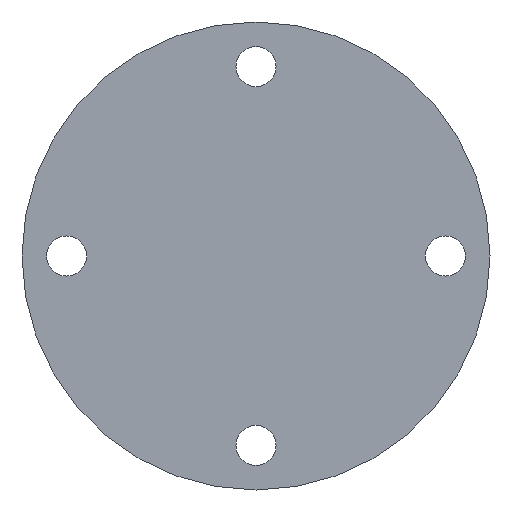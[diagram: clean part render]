
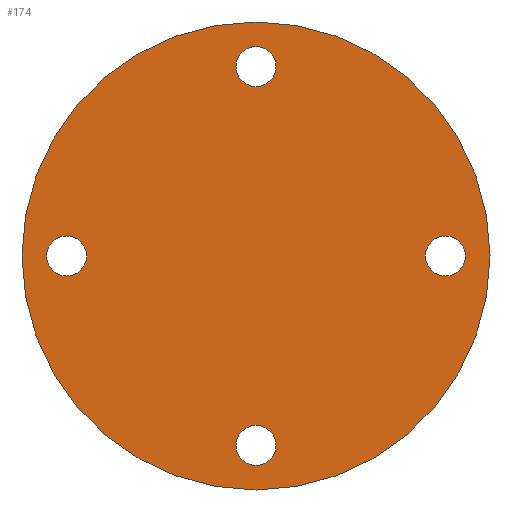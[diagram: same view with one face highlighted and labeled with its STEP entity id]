
A CAD part, front view. The second image highlights one B-rep face of the part: STEP entity #174.
In plain terms, the highlighted planar face has unit normal (0, -1, 0).
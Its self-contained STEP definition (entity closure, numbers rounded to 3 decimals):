
#1 = CARTESIAN_POINT ( 'NONE',  ( -85., 0., 0. ) ) ;
#2 = ORIENTED_EDGE ( 'NONE', *, *, #233, .T. ) ;
#5 = ORIENTED_EDGE ( 'NONE', *, *, #289, .T. ) ;
#7 = EDGE_CURVE ( 'NONE', #454, #302, #285, .T. ) ;
#9 = AXIS2_PLACEMENT_3D ( 'NONE', #110, #101, #71 ) ;
#14 = AXIS2_PLACEMENT_3D ( 'NONE', #332, #471, #360 ) ;
#17 = EDGE_CURVE ( 'NONE', #96, #199, #59, .T. ) ;
#19 = DIRECTION ( 'NONE',  ( 0., 1., 0. ) ) ;
#24 = EDGE_LOOP ( 'NONE', ( #255, #5 ) ) ;
#27 = CARTESIAN_POINT ( 'NONE',  ( 0., 0., 76. ) ) ;
#29 = DIRECTION ( 'NONE',  ( -1., 0., 0. ) ) ;
#36 = DIRECTION ( 'NONE',  ( 0., 1., 0. ) ) ;
#39 = ORIENTED_EDGE ( 'NONE', *, *, #7, .T. ) ;
#40 = CARTESIAN_POINT ( 'NONE',  ( 0., 0., -76. ) ) ;
#50 = VERTEX_POINT ( 'NONE', #67 ) ;
#51 = DIRECTION ( 'NONE',  ( 1., 0., 0. ) ) ;
#54 = CARTESIAN_POINT ( 'NONE',  ( 0., 0., -85. ) ) ;
#57 = VERTEX_POINT ( 'NONE', #470 ) ;
#59 = CIRCLE ( 'NONE', #382, 105. ) ;
#61 = ORIENTED_EDGE ( 'NONE', *, *, #395, .T. ) ;
#63 = CIRCLE ( 'NONE', #153, 9. ) ;
#64 = FACE_BOUND ( 'NONE', #24, .T. ) ;
#67 = CARTESIAN_POINT ( 'NONE',  ( 94., 0., 0. ) ) ;
#71 = DIRECTION ( 'NONE',  ( 0., 0., -1. ) ) ;
#75 = AXIS2_PLACEMENT_3D ( 'NONE', #378, #193, #290 ) ;
#77 = DIRECTION ( 'NONE',  ( 0., 1., 0. ) ) ;
#96 = VERTEX_POINT ( 'NONE', #279 ) ;
#101 = DIRECTION ( 'NONE',  ( 0., 1., 0. ) ) ;
#102 = AXIS2_PLACEMENT_3D ( 'NONE', #1, #36, #148 ) ;
#110 = CARTESIAN_POINT ( 'NONE',  ( 0., 0., 85. ) ) ;
#114 = CARTESIAN_POINT ( 'NONE',  ( -85., 0., 0. ) ) ;
#126 = CARTESIAN_POINT ( 'NONE',  ( 0., 0., -85. ) ) ;
#139 = DIRECTION ( 'NONE',  ( 0., 0., 1. ) ) ;
#148 = DIRECTION ( 'NONE',  ( 1., 0., 0. ) ) ;
#153 = AXIS2_PLACEMENT_3D ( 'NONE', #316, #223, #29 ) ;
#156 = EDGE_CURVE ( 'NONE', #411, #445, #390, .T. ) ;
#162 = ORIENTED_EDGE ( 'NONE', *, *, #17, .F. ) ;
#165 = EDGE_LOOP ( 'NONE', ( #312, #162 ) ) ;
#169 = DIRECTION ( 'NONE',  ( -1., 0., 0. ) ) ;
#174 = ADVANCED_FACE ( 'NONE', ( #387, #64, #205, #355, #348 ), #394, .F. ) ;
#193 = DIRECTION ( 'NONE',  ( 0., 1., 0. ) ) ;
#196 = EDGE_CURVE ( 'NONE', #199, #96, #211, .T. ) ;
#198 = CIRCLE ( 'NONE', #371, 9. ) ;
#199 = VERTEX_POINT ( 'NONE', #451 ) ;
#205 = FACE_BOUND ( 'NONE', #293, .T. ) ;
#211 = CIRCLE ( 'NONE', #75, 105. ) ;
#213 = CARTESIAN_POINT ( 'NONE',  ( 0., 0., -94. ) ) ;
#214 = VERTEX_POINT ( 'NONE', #324 ) ;
#223 = DIRECTION ( 'NONE',  ( 0., 1., 0. ) ) ;
#230 = ORIENTED_EDGE ( 'NONE', *, *, #417, .T. ) ;
#233 = EDGE_CURVE ( 'NONE', #57, #379, #339, .T. ) ;
#237 = EDGE_LOOP ( 'NONE', ( #39, #418 ) ) ;
#238 = DIRECTION ( 'NONE',  ( 0., 0., 1. ) ) ;
#241 = EDGE_CURVE ( 'NONE', #302, #454, #419, .T. ) ;
#255 = ORIENTED_EDGE ( 'NONE', *, *, #156, .T. ) ;
#259 = CARTESIAN_POINT ( 'NONE',  ( 85., 0., 0. ) ) ;
#279 = CARTESIAN_POINT ( 'NONE',  ( 0., 0., 105. ) ) ;
#285 = CIRCLE ( 'NONE', #344, 9. ) ;
#289 = EDGE_CURVE ( 'NONE', #445, #411, #361, .T. ) ;
#290 = DIRECTION ( 'NONE',  ( 0., 0., 1. ) ) ;
#293 = EDGE_LOOP ( 'NONE', ( #230, #61 ) ) ;
#294 = EDGE_CURVE ( 'NONE', #379, #57, #198, .T. ) ;
#302 = VERTEX_POINT ( 'NONE', #213 ) ;
#303 = AXIS2_PLACEMENT_3D ( 'NONE', #54, #398, #435 ) ;
#305 = CIRCLE ( 'NONE', #450, 9. ) ;
#312 = ORIENTED_EDGE ( 'NONE', *, *, #196, .F. ) ;
#316 = CARTESIAN_POINT ( 'NONE',  ( 85., 0., 0. ) ) ;
#318 = CARTESIAN_POINT ( 'NONE',  ( 0., 0., 0. ) ) ;
#324 = CARTESIAN_POINT ( 'NONE',  ( 76., 0., 0. ) ) ;
#326 = EDGE_LOOP ( 'NONE', ( #2, #459 ) ) ;
#332 = CARTESIAN_POINT ( 'NONE',  ( 0., 0., 85. ) ) ;
#339 = CIRCLE ( 'NONE', #102, 9. ) ;
#344 = AXIS2_PLACEMENT_3D ( 'NONE', #126, #19, #421 ) ;
#348 = FACE_OUTER_BOUND ( 'NONE', #165, .T. ) ;
#350 = CARTESIAN_POINT ( 'NONE',  ( -94., 0., 0. ) ) ;
#355 = FACE_BOUND ( 'NONE', #237, .T. ) ;
#360 = DIRECTION ( 'NONE',  ( 0., 0., -1. ) ) ;
#361 = CIRCLE ( 'NONE', #14, 9. ) ;
#371 = AXIS2_PLACEMENT_3D ( 'NONE', #114, #77, #51 ) ;
#378 = CARTESIAN_POINT ( 'NONE',  ( 0., 0., 0. ) ) ;
#379 = VERTEX_POINT ( 'NONE', #350 ) ;
#382 = AXIS2_PLACEMENT_3D ( 'NONE', #461, #422, #238 ) ;
#387 = FACE_BOUND ( 'NONE', #326, .T. ) ;
#390 = CIRCLE ( 'NONE', #9, 9. ) ;
#394 = PLANE ( 'NONE',  #446 ) ;
#395 = EDGE_CURVE ( 'NONE', #50, #214, #305, .T. ) ;
#398 = DIRECTION ( 'NONE',  ( 0., 1., 0. ) ) ;
#404 = DIRECTION ( 'NONE',  ( 0., 1., 0. ) ) ;
#411 = VERTEX_POINT ( 'NONE', #27 ) ;
#417 = EDGE_CURVE ( 'NONE', #214, #50, #63, .T. ) ;
#418 = ORIENTED_EDGE ( 'NONE', *, *, #241, .T. ) ;
#419 = CIRCLE ( 'NONE', #303, 9. ) ;
#421 = DIRECTION ( 'NONE',  ( 0., 0., 1. ) ) ;
#422 = DIRECTION ( 'NONE',  ( 0., 1., 0. ) ) ;
#425 = CARTESIAN_POINT ( 'NONE',  ( 0., 0., 94. ) ) ;
#435 = DIRECTION ( 'NONE',  ( 0., 0., 1. ) ) ;
#445 = VERTEX_POINT ( 'NONE', #425 ) ;
#446 = AXIS2_PLACEMENT_3D ( 'NONE', #318, #468, #139 ) ;
#450 = AXIS2_PLACEMENT_3D ( 'NONE', #259, #404, #169 ) ;
#451 = CARTESIAN_POINT ( 'NONE',  ( 0., 0., -105. ) ) ;
#454 = VERTEX_POINT ( 'NONE', #40 ) ;
#459 = ORIENTED_EDGE ( 'NONE', *, *, #294, .T. ) ;
#461 = CARTESIAN_POINT ( 'NONE',  ( 0., 0., 0. ) ) ;
#468 = DIRECTION ( 'NONE',  ( 0., 1., 0. ) ) ;
#470 = CARTESIAN_POINT ( 'NONE',  ( -76., 0., 0. ) ) ;
#471 = DIRECTION ( 'NONE',  ( 0., 1., 0. ) ) ;
